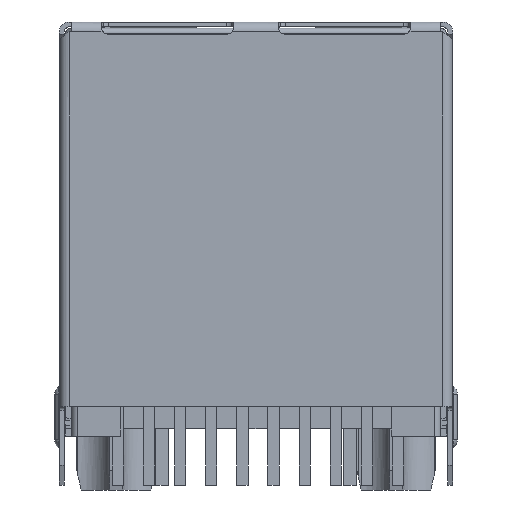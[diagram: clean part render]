
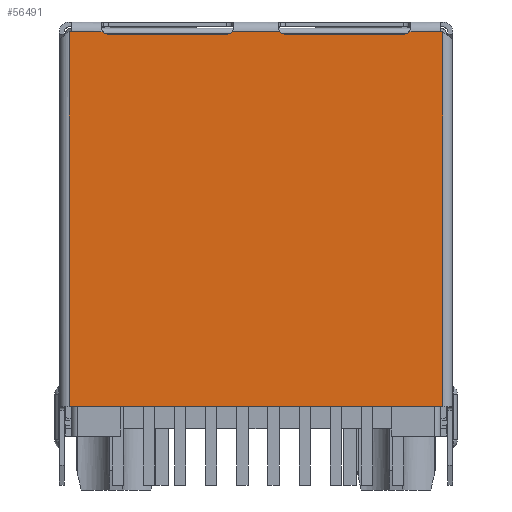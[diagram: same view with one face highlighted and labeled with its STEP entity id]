
A CAD part, front view. The second image highlights one B-rep face of the part: STEP entity #56491.
In plain terms, the highlighted planar face has unit normal (0, -1, 0).
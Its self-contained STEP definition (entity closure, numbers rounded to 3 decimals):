
#1649=CIRCLE('',#59166,0.3);
#1651=CIRCLE('',#59170,0.3);
#1696=CIRCLE('',#59276,0.3);
#1754=CIRCLE('',#59415,0.3);
#12092=ORIENTED_EDGE('',*,*,#19105,.T.);
#12093=ORIENTED_EDGE('',*,*,#19123,.T.);
#12094=ORIENTED_EDGE('',*,*,#19101,.F.);
#12095=ORIENTED_EDGE('',*,*,#19318,.T.);
#12096=ORIENTED_EDGE('',*,*,#19319,.F.);
#12097=ORIENTED_EDGE('',*,*,#18872,.T.);
#12098=ORIENTED_EDGE('',*,*,#18876,.F.);
#12099=ORIENTED_EDGE('',*,*,#18908,.T.);
#12100=ORIENTED_EDGE('',*,*,#18906,.T.);
#12101=ORIENTED_EDGE('',*,*,#18903,.F.);
#12102=ORIENTED_EDGE('',*,*,#18900,.T.);
#12103=ORIENTED_EDGE('',*,*,#19312,.T.);
#12104=ORIENTED_EDGE('',*,*,#19317,.T.);
#12105=ORIENTED_EDGE('',*,*,#19320,.T.);
#18872=EDGE_CURVE('',#23326,#23325,#27922,.T.);
#18876=EDGE_CURVE('',#23328,#23325,#27925,.T.);
#18900=EDGE_CURVE('',#23343,#23342,#1649,.T.);
#18903=EDGE_CURVE('',#23343,#23346,#27941,.T.);
#18906=EDGE_CURVE('',#23347,#23346,#1651,.T.);
#18908=EDGE_CURVE('',#23328,#23347,#27943,.T.);
#19101=EDGE_CURVE('',#23466,#23463,#28089,.T.);
#19105=EDGE_CURVE('',#23467,#23470,#1696,.T.);
#19123=EDGE_CURVE('',#23470,#23463,#28101,.T.);
#19312=EDGE_CURVE('',#23342,#23598,#28227,.T.);
#19317=EDGE_CURVE('',#23598,#23600,#1754,.T.);
#19318=EDGE_CURVE('',#23466,#23601,#28230,.T.);
#19319=EDGE_CURVE('',#23326,#23601,#28231,.T.);
#19320=EDGE_CURVE('',#23600,#23467,#28232,.T.);
#23325=VERTEX_POINT('',#82642);
#23326=VERTEX_POINT('',#82644);
#23328=VERTEX_POINT('',#82674);
#23342=VERTEX_POINT('',#82754);
#23343=VERTEX_POINT('',#82762);
#23346=VERTEX_POINT('',#82769);
#23347=VERTEX_POINT('',#82774);
#23463=VERTEX_POINT('',#83236);
#23466=VERTEX_POINT('',#83241);
#23467=VERTEX_POINT('',#83245);
#23470=VERTEX_POINT('',#83250);
#23598=VERTEX_POINT('',#83717);
#23600=VERTEX_POINT('',#83756);
#23601=VERTEX_POINT('',#83760);
#27922=LINE('',#82643,#32780);
#27925=LINE('',#82675,#32783);
#27941=LINE('',#82771,#32799);
#27943=LINE('',#82811,#32801);
#28089=LINE('',#83242,#32947);
#28101=LINE('',#83319,#32959);
#28227=LINE('',#83716,#33085);
#28230=LINE('',#83759,#33088);
#28231=LINE('',#83761,#33089);
#28232=LINE('',#83762,#33090);
#32780=VECTOR('',#68367,1000.);
#32783=VECTOR('',#68374,1000.);
#32799=VECTOR('',#68418,1000.);
#32801=VECTOR('',#68428,1000.);
#32947=VECTOR('',#68778,1000.);
#32959=VECTOR('',#68818,1000.);
#33085=VECTOR('',#69194,1000.);
#33088=VECTOR('',#69205,1000.);
#33089=VECTOR('',#69206,1000.);
#33090=VECTOR('',#69207,1000.);
#35774=EDGE_LOOP('',(#12092,#12093,#12094,#12095,#12096,#12097,#12098,#12099,
#12100,#12101,#12102,#12103,#12104,#12105));
#38134=FACE_BOUND('',#35774,.T.);
#39745=PLANE('',#59416);
#56491=ADVANCED_FACE('',(#38134),#39745,.F.);
#59166=AXIS2_PLACEMENT_3D('',#82765,#68412,#68413);
#59170=AXIS2_PLACEMENT_3D('',#82776,#68424,#68425);
#59276=AXIS2_PLACEMENT_3D('',#83251,#68785,#68786);
#59415=AXIS2_PLACEMENT_3D('',#83757,#69201,#69202);
#59416=AXIS2_PLACEMENT_3D('',#83758,#69203,#69204);
#68367=DIRECTION('',(0.,0.,1.));
#68374=DIRECTION('',(1.,0.,0.));
#68412=DIRECTION('',(0.,1.,0.));
#68413=DIRECTION('',(0.,0.,-1.));
#68418=DIRECTION('',(1.,0.,0.));
#68424=DIRECTION('',(0.,1.,0.));
#68425=DIRECTION('',(0.745,0.,-0.667));
#68428=DIRECTION('',(-1.,0.,0.));
#68778=DIRECTION('',(1.,0.,0.));
#68785=DIRECTION('',(0.,1.,0.));
#68786=DIRECTION('',(0.,0.,-1.));
#68818=DIRECTION('',(-1.,0.,0.));
#69194=DIRECTION('',(-1.,0.,0.));
#69201=DIRECTION('',(0.,1.,0.));
#69202=DIRECTION('',(0.745,0.,-0.667));
#69203=DIRECTION('',(0.,1.,0.));
#69204=DIRECTION('',(-1.,0.,0.));
#69205=DIRECTION('',(0.,0.,-1.));
#69206=DIRECTION('',(-1.,0.,0.));
#69207=DIRECTION('',(-1.,0.,0.));
#82642=CARTESIAN_POINT('',(15.505,-0.25,-0.15));
#82643=CARTESIAN_POINT('',(15.505,-0.25,-15.45));
#82644=CARTESIAN_POINT('',(15.505,-0.25,-15.45));
#82674=CARTESIAN_POINT('',(15.405,-0.25,-0.15));
#82675=CARTESIAN_POINT('',(15.405,-0.25,-0.15));
#82754=CARTESIAN_POINT('',(8.856,-0.25,-0.15));
#82762=CARTESIAN_POINT('',(9.08,-0.25,-0.25));
#82765=CARTESIAN_POINT('',(9.08,-0.25,0.05));
#82769=CARTESIAN_POINT('',(13.9,-0.25,-0.25));
#82771=CARTESIAN_POINT('',(9.08,-0.25,-0.25));
#82774=CARTESIAN_POINT('',(14.124,-0.25,-0.15));
#82776=CARTESIAN_POINT('',(13.9,-0.25,0.05));
#82811=CARTESIAN_POINT('',(15.405,-0.25,-0.15));
#83236=CARTESIAN_POINT('',(0.355,-0.25,-0.15));
#83241=CARTESIAN_POINT('',(0.255,-0.25,-0.15));
#83242=CARTESIAN_POINT('',(0.255,-0.25,-0.15));
#83245=CARTESIAN_POINT('',(1.86,-0.25,-0.25));
#83250=CARTESIAN_POINT('',(1.636,-0.25,-0.15));
#83251=CARTESIAN_POINT('',(1.86,-0.25,0.05));
#83319=CARTESIAN_POINT('',(1.636,-0.25,-0.15));
#83716=CARTESIAN_POINT('',(8.856,-0.25,-0.15));
#83717=CARTESIAN_POINT('',(6.904,-0.25,-0.15));
#83756=CARTESIAN_POINT('',(6.68,-0.25,-0.25));
#83757=CARTESIAN_POINT('',(6.68,-0.25,0.05));
#83758=CARTESIAN_POINT('',(7.88,-0.25,-7.8));
#83759=CARTESIAN_POINT('',(0.255,-0.25,-0.15));
#83760=CARTESIAN_POINT('',(0.255,-0.25,-15.45));
#83761=CARTESIAN_POINT('',(15.505,-0.25,-15.45));
#83762=CARTESIAN_POINT('',(6.68,-0.25,-0.25));
